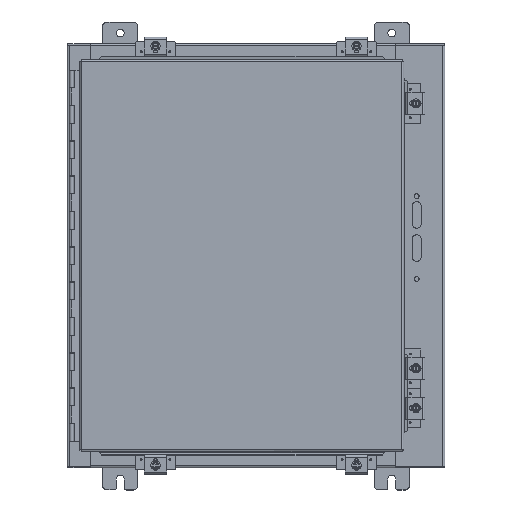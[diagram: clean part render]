
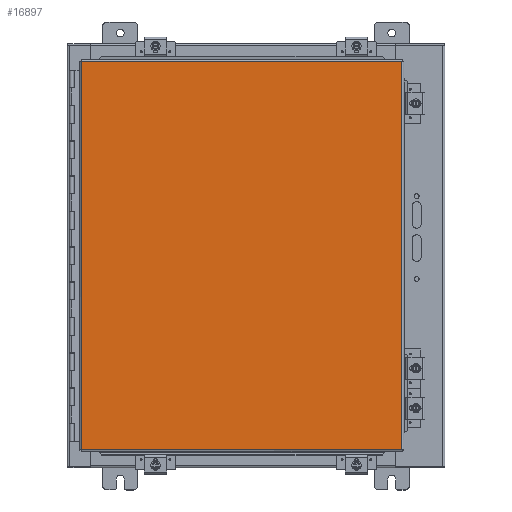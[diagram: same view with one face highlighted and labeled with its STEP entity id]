
A CAD part, top view. The second image highlights one B-rep face of the part: STEP entity #16897.
In plain terms, the highlighted planar face has unit normal (0, 0, 1).
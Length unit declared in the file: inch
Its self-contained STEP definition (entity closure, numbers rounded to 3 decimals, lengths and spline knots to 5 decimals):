
#16181=CARTESIAN_POINT('',(18.2385,22.08225,0.074));
#16182=VERTEX_POINT('',#16181);
#16193=CARTESIAN_POINT('',(18.2385,0.10525,0.074));
#16194=VERTEX_POINT('',#16193);
#16195=CARTESIAN_POINT('',(18.2385,0.10525,0.074));
#16196=DIRECTION('',(0.0,1.0,0.0));
#16197=VECTOR('',#16196,21.977);
#16198=LINE('',#16195,#16197);
#16199=EDGE_CURVE('',#16194,#16182,#16198,.T.);
#16359=CARTESIAN_POINT('',(0.10525,22.08225,0.074));
#16360=VERTEX_POINT('',#16359);
#16371=CARTESIAN_POINT('',(18.2385,22.08225,0.074));
#16372=DIRECTION('',(-1.0,0.0,0.0));
#16373=VECTOR('',#16372,18.13325);
#16374=LINE('',#16371,#16373);
#16375=EDGE_CURVE('',#16182,#16360,#16374,.T.);
#16537=CARTESIAN_POINT('',(0.10525,0.10525,0.074));
#16538=VERTEX_POINT('',#16537);
#16549=CARTESIAN_POINT('',(0.10525,22.08225,0.074));
#16550=DIRECTION('',(0.0,-1.0,0.0));
#16551=VECTOR('',#16550,21.977);
#16552=LINE('',#16549,#16551);
#16553=EDGE_CURVE('',#16360,#16538,#16552,.T.);
#16742=CARTESIAN_POINT('',(0.10525,0.10525,0.074));
#16743=DIRECTION('',(1.0,0.0,0.0));
#16744=VECTOR('',#16743,18.13325);
#16745=LINE('',#16742,#16744);
#16746=EDGE_CURVE('',#16538,#16194,#16745,.T.);
#16886=CARTESIAN_POINT('',(9.17187,11.09375,0.074));
#16887=DIRECTION('',(0.0,0.0,1.0));
#16888=DIRECTION('',(1.0,0.0,0.0));
#16889=AXIS2_PLACEMENT_3D('',#16886,#16887,#16888);
#16890=PLANE('',#16889);
#16891=ORIENTED_EDGE('',*,*,#16199,.T.);
#16892=ORIENTED_EDGE('',*,*,#16375,.T.);
#16893=ORIENTED_EDGE('',*,*,#16553,.T.);
#16894=ORIENTED_EDGE('',*,*,#16746,.T.);
#16895=EDGE_LOOP('',(#16891,#16892,#16893,#16894));
#16896=FACE_OUTER_BOUND('',#16895,.T.);
#16897=ADVANCED_FACE('',(#16896),#16890,.T.);
